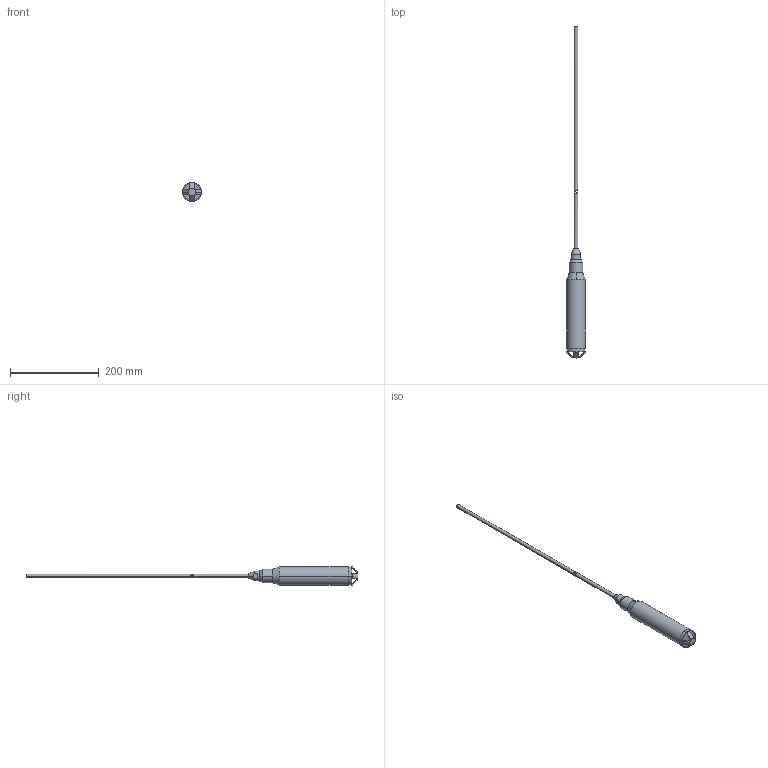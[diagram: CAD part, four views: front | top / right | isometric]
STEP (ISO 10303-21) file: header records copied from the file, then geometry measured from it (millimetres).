
FILE_DESCRIPTION (( 'STEP AP214' ), '1' );
FILE_NAME ('3D_FMX21-30WQ2_0_NoTag_4546161 250mm CUT 1 coord fxt.STEP', '2022-09-21T13:26:45', ( '' ), ( '' ), 'SwSTEP 2.0', 'SolidWorks 2021', '' );
FILE_SCHEMA (( 'AUTOMOTIVE_DESIGN' ));
Length unit declared in the file: inch
Products named in the file (1): 3D_FMX21-30WQ2_0_NoTag_4546161 250mm CUT 1 coord fxt
Bounding box: 42.5 x 750 x 42.5 mm (x, y, z)
Volume: 289216 mm3; surface area: 44312.6 mm2
Topology: 2 solids, 2 shells, 66 faces, 178 edges, 114 vertices
Faces by surface type: cylinder 32, plane 24, cone 10
Entity records: 2597 total; most frequent: CARTESIAN_POINT 927, ORIENTED_EDGE 356, DIRECTION 320, EDGE_CURVE 178, AXIS2_PLACEMENT_3D 127, VERTEX_POINT 114, EDGE_LOOP 70, LINE 66
